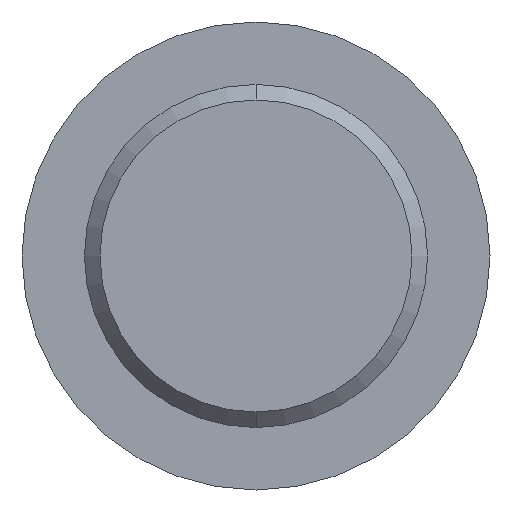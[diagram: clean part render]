
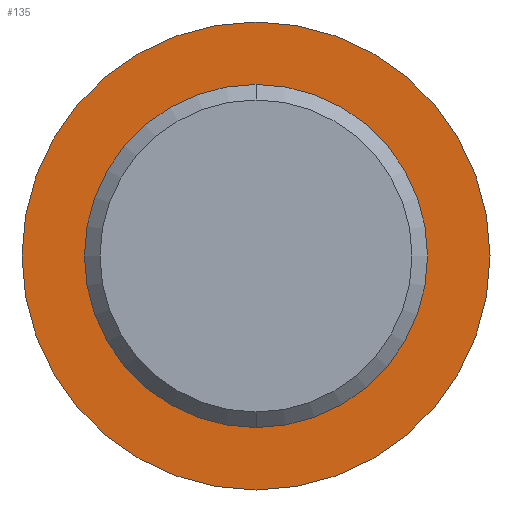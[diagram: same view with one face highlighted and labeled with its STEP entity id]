
A CAD part, front view. The second image highlights one B-rep face of the part: STEP entity #135.
In plain terms, the highlighted planar face has unit normal (0, -1, 0).
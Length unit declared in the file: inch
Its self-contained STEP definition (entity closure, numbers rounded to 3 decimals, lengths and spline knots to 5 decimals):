
#3 = ORIENTED_EDGE ( 'NONE', *, *, #390, .T. ) ;
#14 = DIRECTION ( 'NONE',  ( 0., 0., 1. ) ) ;
#55 = AXIS2_PLACEMENT_3D ( 'NONE', #192, #415, #248 ) ;
#77 = DIRECTION ( 'NONE',  ( 0., 0., 1. ) ) ;
#100 = AXIS2_PLACEMENT_3D ( 'NONE', #271, #639, #77 ) ;
#127 = CIRCLE ( 'NONE', #234, 0.46875 ) ;
#135 = ADVANCED_FACE ( 'NONE', ( #631, #153 ), #537, .F. ) ;
#137 = DIRECTION ( 'NONE',  ( 0., 1., 0. ) ) ;
#139 = VERTEX_POINT ( 'NONE', #386 ) ;
#153 = FACE_OUTER_BOUND ( 'NONE', #714, .T. ) ;
#157 = EDGE_LOOP ( 'NONE', ( #3, #557 ) ) ;
#165 = AXIS2_PLACEMENT_3D ( 'NONE', #617, #188, #243 ) ;
#188 = DIRECTION ( 'NONE',  ( 0., 1., 0. ) ) ;
#192 = CARTESIAN_POINT ( 'NONE',  ( 0., 1.875, 0. ) ) ;
#198 = VERTEX_POINT ( 'NONE', #664 ) ;
#234 = AXIS2_PLACEMENT_3D ( 'NONE', #482, #256, #14 ) ;
#243 = DIRECTION ( 'NONE',  ( 0., 0., 1. ) ) ;
#248 = DIRECTION ( 'NONE',  ( 0., 0., 1. ) ) ;
#256 = DIRECTION ( 'NONE',  ( 0., 1., 0. ) ) ;
#271 = CARTESIAN_POINT ( 'NONE',  ( 0., 1.875, 0. ) ) ;
#309 = ORIENTED_EDGE ( 'NONE', *, *, #516, .F. ) ;
#323 = VERTEX_POINT ( 'NONE', #648 ) ;
#354 = EDGE_CURVE ( 'NONE', #323, #139, #527, .T. ) ;
#357 = VERTEX_POINT ( 'NONE', #517 ) ;
#370 = DIRECTION ( 'NONE',  ( 0., 0., 1. ) ) ;
#386 = CARTESIAN_POINT ( 'NONE',  ( 0., 1.875, 0.46875 ) ) ;
#390 = EDGE_CURVE ( 'NONE', #357, #198, #497, .T. ) ;
#415 = DIRECTION ( 'NONE',  ( 0., 1., 0. ) ) ;
#479 = EDGE_CURVE ( 'NONE', #198, #357, #675, .T. ) ;
#482 = CARTESIAN_POINT ( 'NONE',  ( 0., 1.875, 0. ) ) ;
#492 = AXIS2_PLACEMENT_3D ( 'NONE', #621, #137, #370 ) ;
#497 = CIRCLE ( 'NONE', #55, 0.34375 ) ;
#516 = EDGE_CURVE ( 'NONE', #139, #323, #127, .T. ) ;
#517 = CARTESIAN_POINT ( 'NONE',  ( 0., 1.875, -0.34375 ) ) ;
#527 = CIRCLE ( 'NONE', #165, 0.46875 ) ;
#537 = PLANE ( 'NONE',  #100 ) ;
#557 = ORIENTED_EDGE ( 'NONE', *, *, #479, .T. ) ;
#617 = CARTESIAN_POINT ( 'NONE',  ( 0., 1.875, 0. ) ) ;
#621 = CARTESIAN_POINT ( 'NONE',  ( 0., 1.875, 0. ) ) ;
#625 = ORIENTED_EDGE ( 'NONE', *, *, #354, .F. ) ;
#631 = FACE_BOUND ( 'NONE', #157, .T. ) ;
#639 = DIRECTION ( 'NONE',  ( 0., 1., 0. ) ) ;
#648 = CARTESIAN_POINT ( 'NONE',  ( 0., 1.875, -0.46875 ) ) ;
#664 = CARTESIAN_POINT ( 'NONE',  ( 0., 1.875, 0.34375 ) ) ;
#675 = CIRCLE ( 'NONE', #492, 0.34375 ) ;
#714 = EDGE_LOOP ( 'NONE', ( #625, #309 ) ) ;
